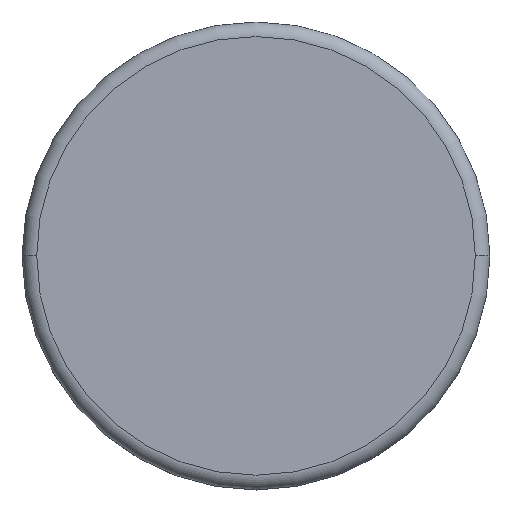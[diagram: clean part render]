
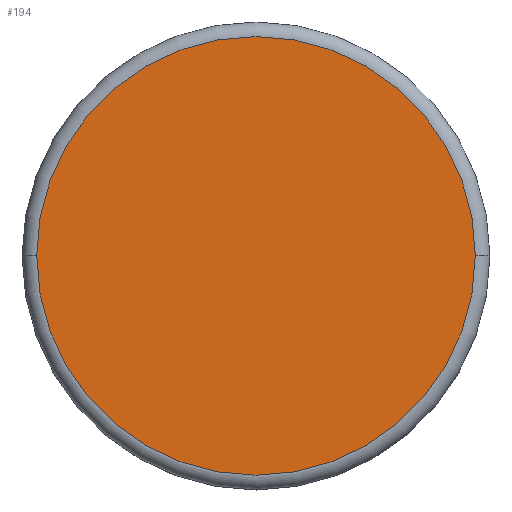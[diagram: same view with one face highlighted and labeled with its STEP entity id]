
A CAD part, top view. The second image highlights one B-rep face of the part: STEP entity #194.
In plain terms, the highlighted planar face has unit normal (0, 0, 1).
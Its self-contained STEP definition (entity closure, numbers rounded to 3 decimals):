
#194=ADVANCED_FACE('',(#489),#490,.T.);
#272=EDGE_CURVE('',#356,#400,#578,.T.);
#356=VERTEX_POINT('',#674);
#400=VERTEX_POINT('',#722);
#424=EDGE_CURVE('',#400,#356,#749,.T.);
#489=FACE_OUTER_BOUND('',#814,.T.);
#490=PLANE('',#815);
#578=CIRCLE('',#929,15.0);
#674=CARTESIAN_POINT('',(15.,0.,50.0));
#722=CARTESIAN_POINT('',(-15.0,0.,50.0));
#749=CIRCLE('',#1143,15.0);
#814=EDGE_LOOP('',(#1192,#1193));
#815=AXIS2_PLACEMENT_3D('',#1194,#1195,#1196);
#929=AXIS2_PLACEMENT_3D('',#1316,#1317,#1318);
#1143=AXIS2_PLACEMENT_3D('',#1549,#1550,#1551);
#1192=ORIENTED_EDGE('',*,*,#424,.F.);
#1193=ORIENTED_EDGE('',*,*,#272,.F.);
#1194=CARTESIAN_POINT('',(-7.5,0.,50.0));
#1195=DIRECTION('',(0.0,0.0,1.0));
#1196=DIRECTION('',(-1.0,0.,0.0));
#1316=CARTESIAN_POINT('',(0.,0.,50.0));
#1317=DIRECTION('',(-0.0,0.0,-1.0));
#1318=DIRECTION('',(-1.0,0.,0.0));
#1549=CARTESIAN_POINT('',(0.,0.,50.0));
#1550=DIRECTION('',(-0.0,0.0,-1.0));
#1551=DIRECTION('',(-1.0,0.,0.0));
